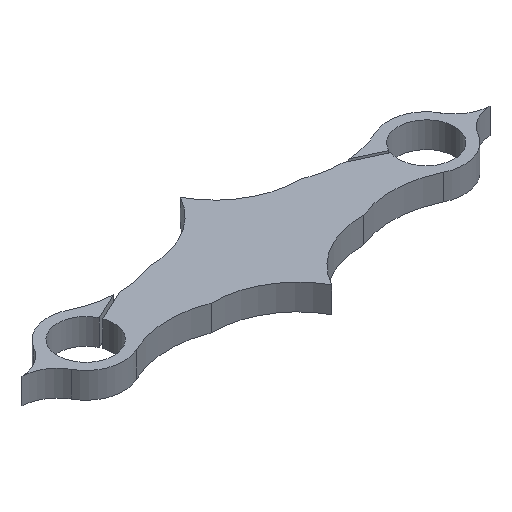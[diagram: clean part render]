
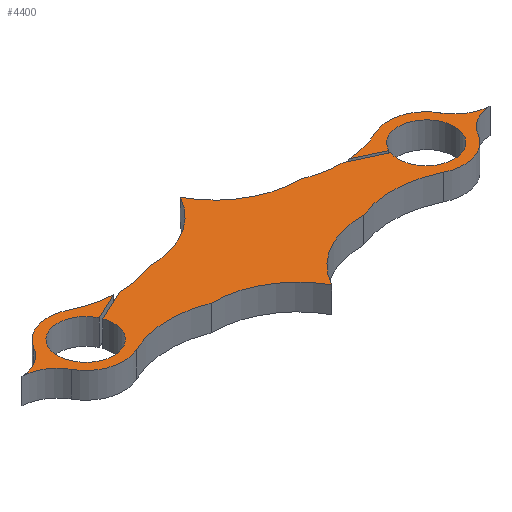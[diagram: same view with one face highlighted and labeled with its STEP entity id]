
A CAD part, isometric view. The second image highlights one B-rep face of the part: STEP entity #4400.
In plain terms, the highlighted planar face has unit normal (0, 0, 1).
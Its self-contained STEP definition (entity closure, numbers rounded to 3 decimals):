
#2210=CARTESIAN_POINT('',(-13.085,0.,19.5));
#2220=DIRECTION('',(0.,0.,1.));
#2230=DIRECTION('',(1.,0.,0.));
#2240=AXIS2_PLACEMENT_3D('',#2210,#2220,#2230);
#2250=PLANE('',#2240);
#2260=CARTESIAN_POINT('',(20.75,0.,19.5));
#2270=DIRECTION('',(0.,0.,1.));
#2280=DIRECTION('',(1.,0.,0.));
#2290=AXIS2_PLACEMENT_3D('',#2260,#2270,#2280);
#2300=CIRCLE('',#2290,28.);
#2310=CARTESIAN_POINT('',(-3.649,-13.736,19.5));
#2320=VERTEX_POINT('',#2310);
#2330=CARTESIAN_POINT('',(33.027,-25.165,19.5));
#2340=VERTEX_POINT('',#2330);
#2350=EDGE_CURVE('',#2320,#2340,#2300,.T.);
#2360=ORIENTED_EDGE('',*,*,#2350,.T.);
#2370=CARTESIAN_POINT('',(-27.177,-26.981,19.5));
#2380=DIRECTION('',(0.,0.,1.));
#2390=DIRECTION('',(1.,0.,0.));
#2400=AXIS2_PLACEMENT_3D('',#2370,#2380,#2390);
#2410=CIRCLE('',#2400,27.);
#2420=CARTESIAN_POINT('',(-26.171,0.,19.5));
#2430=VERTEX_POINT('',#2420);
#2440=EDGE_CURVE('',#2320,#2430,#2410,.T.);
#2450=ORIENTED_EDGE('',*,*,#2440,.F.);
#2460=CARTESIAN_POINT('',(-27.177,26.981,19.5));
#2470=DIRECTION('',(0.,0.,1.));
#2480=DIRECTION('',(1.,0.,0.));
#2490=AXIS2_PLACEMENT_3D('',#2460,#2470,#2480);
#2500=CIRCLE('',#2490,27.);
#2510=CARTESIAN_POINT('',(-3.649,13.736,19.5));
#2520=VERTEX_POINT('',#2510);
#2530=EDGE_CURVE('',#2430,#2520,#2500,.T.);
#2540=ORIENTED_EDGE('',*,*,#2530,.F.);
#2550=CARTESIAN_POINT('',(20.75,0.,19.5));
#2560=DIRECTION('',(0.,0.,1.));
#2570=DIRECTION('',(1.,0.,0.));
#2580=AXIS2_PLACEMENT_3D('',#2550,#2560,#2570);
#2590=CIRCLE('',#2580,28.);
#2600=CARTESIAN_POINT('',(33.027,25.165,19.5));
#2610=VERTEX_POINT('',#2600);
#2620=EDGE_CURVE('',#2610,#2520,#2590,.T.);
#2630=ORIENTED_EDGE('',*,*,#2620,.T.);
#2640=CARTESIAN_POINT('',(64.055,88.764,19.5));
#2650=DIRECTION('',(0.,0.,-1.));
#2660=DIRECTION('',(1.,0.,0.));
#2670=AXIS2_PLACEMENT_3D('',#2640,#2650,#2660);
#2680=CIRCLE('',#2670,70.764);
#2690=CARTESIAN_POINT('',(59.646,18.137,19.5));
#2700=VERTEX_POINT('',#2690);
#2710=EDGE_CURVE('',#2700,#2610,#2680,.T.);
#2720=ORIENTED_EDGE('',*,*,#2710,.T.);
#2730=CARTESIAN_POINT('',(-13.838,-16.128,19.5));
#2740=DIRECTION('',(-0.906,-0.423,0.));
#2750=VECTOR('',#2740,1.);
#2760=LINE('',#2730,#2750);
#2770=CARTESIAN_POINT('',(39.511,8.748,19.5));
#2780=VERTEX_POINT('',#2770);
#2790=EDGE_CURVE('',#2700,#2780,#2760,.T.);
#2800=ORIENTED_EDGE('',*,*,#2790,.F.);
#2810=CARTESIAN_POINT('',(20.75,0.,19.5));
#2820=DIRECTION('',(0.,0.,1.));
#2830=DIRECTION('',(1.,0.,0.));
#2840=AXIS2_PLACEMENT_3D('',#2810,#2820,#2830);
#2850=CIRCLE('',#2840,20.7);
#2860=CARTESIAN_POINT('',(40.268,6.895,19.5));
#2870=VERTEX_POINT('',#2860);
#2880=EDGE_CURVE('',#2780,#2870,#2850,.T.);
#2890=ORIENTED_EDGE('',*,*,#2880,.F.);
#2900=CARTESIAN_POINT('',(-13.085,-17.984,19.5));
#2910=DIRECTION('',(0.906,0.423,0.));
#2920=VECTOR('',#2910,1.);
#2930=LINE('',#2900,#2920);
#2940=CARTESIAN_POINT('',(64.084,18.,19.5));
#2950=VERTEX_POINT('',#2940);
#2960=EDGE_CURVE('',#2870,#2950,#2930,.T.);
#2970=ORIENTED_EDGE('',*,*,#2960,.F.);
#2980=CARTESIAN_POINT('',(64.055,88.764,19.5));
#2990=DIRECTION('',(0.,0.,-1.));
#3000=DIRECTION('',(1.,0.,0.));
#3010=AXIS2_PLACEMENT_3D('',#2980,#2990,#3000);
#3020=CIRCLE('',#3010,70.764);
#3030=CARTESIAN_POINT('',(90.188,23.002,19.5));
#3040=VERTEX_POINT('',#3030);
#3050=EDGE_CURVE('',#3040,#2950,#3020,.T.);
#3060=ORIENTED_EDGE('',*,*,#3050,.T.);
#3070=CARTESIAN_POINT('',(90.75,86.338,19.5));
#3080=DIRECTION('',(0.,0.,-1.));
#3090=DIRECTION('',(1.,0.,0.));
#3100=AXIS2_PLACEMENT_3D('',#3070,#3080,#3090);
#3110=CIRCLE('',#3100,63.338);
#3120=CARTESIAN_POINT('',(146.25,55.819,19.5));
#3130=VERTEX_POINT('',#3120);
#3140=EDGE_CURVE('',#3130,#3040,#3110,.T.);
#3150=ORIENTED_EDGE('',*,*,#3140,.T.);
#3160=CARTESIAN_POINT('',(201.75,86.338,19.5));
#3170=DIRECTION('',(0.,0.,-1.));
#3180=DIRECTION('',(1.,0.,0.));
#3190=AXIS2_PLACEMENT_3D('',#3160,#3170,#3180);
#3200=CIRCLE('',#3190,63.338);
#3210=CARTESIAN_POINT('',(202.312,23.002,19.5));
#3220=VERTEX_POINT('',#3210);
#3230=EDGE_CURVE('',#3220,#3130,#3200,.T.);
#3240=ORIENTED_EDGE('',*,*,#3230,.T.);
#3250=CARTESIAN_POINT('',(228.445,88.764,19.5));
#3260=DIRECTION('',(0.,0.,-1.));
#3270=DIRECTION('',(1.,0.,0.));
#3280=AXIS2_PLACEMENT_3D('',#3250,#3260,#3270);
#3290=CIRCLE('',#3280,70.764);
#3300=CARTESIAN_POINT('',(228.416,18.,19.5));
#3310=VERTEX_POINT('',#3300);
#3320=EDGE_CURVE('',#3310,#3220,#3290,.T.);
#3330=ORIENTED_EDGE('',*,*,#3320,.T.);
#3340=CARTESIAN_POINT('',(-12.333,130.263,19.5));
#3350=DIRECTION('',(0.906,-0.423,0.));
#3360=VECTOR('',#3350,1.);
#3370=LINE('',#3340,#3360);
#3380=CARTESIAN_POINT('',(252.232,6.895,19.5));
#3390=VERTEX_POINT('',#3380);
#3400=EDGE_CURVE('',#3310,#3390,#3370,.T.);
#3410=ORIENTED_EDGE('',*,*,#3400,.F.);
#3420=CARTESIAN_POINT('',(271.75,0.,19.5));
#3430=DIRECTION('',(0.,0.,1.));
#3440=DIRECTION('',(1.,0.,0.));
#3450=AXIS2_PLACEMENT_3D('',#3420,#3430,#3440);
#3460=CIRCLE('',#3450,20.7);
#3470=CARTESIAN_POINT('',(252.989,8.748,19.5));
#3480=VERTEX_POINT('',#3470);
#3490=EDGE_CURVE('',#3390,#3480,#3460,.T.);
#3500=ORIENTED_EDGE('',*,*,#3490,.F.);
#3510=CARTESIAN_POINT('',(-12.333,132.47,19.5));
#3520=DIRECTION('',(-0.906,0.423,0.));
#3530=VECTOR('',#3520,1.);
#3540=LINE('',#3510,#3530);
#3550=CARTESIAN_POINT('',(232.854,18.137,19.5));
#3560=VERTEX_POINT('',#3550);
#3570=EDGE_CURVE('',#3480,#3560,#3540,.T.);
#3580=ORIENTED_EDGE('',*,*,#3570,.F.);
#3590=CARTESIAN_POINT('',(228.445,88.764,19.5));
#3600=DIRECTION('',(0.,0.,-1.));
#3610=DIRECTION('',(1.,0.,0.));
#3620=AXIS2_PLACEMENT_3D('',#3590,#3600,#3610);
#3630=CIRCLE('',#3620,70.764);
#3640=CARTESIAN_POINT('',(259.473,25.165,19.5));
#3650=VERTEX_POINT('',#3640);
#3660=EDGE_CURVE('',#3650,#3560,#3630,.T.);
#3670=ORIENTED_EDGE('',*,*,#3660,.T.);
#3680=CARTESIAN_POINT('',(271.75,0.,19.5));
#3690=DIRECTION('',(0.,0.,1.));
#3700=DIRECTION('',(1.,0.,0.));
#3710=AXIS2_PLACEMENT_3D('',#3680,#3690,#3700);
#3720=CIRCLE('',#3710,28.);
#3730=CARTESIAN_POINT('',(296.149,13.736,19.5));
#3740=VERTEX_POINT('',#3730);
#3750=EDGE_CURVE('',#3740,#3650,#3720,.T.);
#3760=ORIENTED_EDGE('',*,*,#3750,.T.);
#3770=CARTESIAN_POINT('',(319.677,26.981,19.5));
#3780=DIRECTION('',(0.,0.,1.));
#3790=DIRECTION('',(1.,0.,0.));
#3800=AXIS2_PLACEMENT_3D('',#3770,#3780,#3790);
#3810=CIRCLE('',#3800,27.);
#3820=CARTESIAN_POINT('',(318.671,0.,19.5));
#3830=VERTEX_POINT('',#3820);
#3840=EDGE_CURVE('',#3740,#3830,#3810,.T.);
#3850=ORIENTED_EDGE('',*,*,#3840,.F.);
#3860=CARTESIAN_POINT('',(319.677,-26.981,19.5));
#3870=DIRECTION('',(0.,0.,1.));
#3880=DIRECTION('',(1.,0.,0.));
#3890=AXIS2_PLACEMENT_3D('',#3860,#3870,#3880);
#3900=CIRCLE('',#3890,27.);
#3910=CARTESIAN_POINT('',(296.149,-13.736,19.5));
#3920=VERTEX_POINT('',#3910);
#3930=EDGE_CURVE('',#3830,#3920,#3900,.T.);
#3940=ORIENTED_EDGE('',*,*,#3930,.F.);
#3950=CARTESIAN_POINT('',(271.75,0.,19.5));
#3960=DIRECTION('',(0.,0.,1.));
#3970=DIRECTION('',(1.,0.,0.));
#3980=AXIS2_PLACEMENT_3D('',#3950,#3960,#3970);
#3990=CIRCLE('',#3980,28.);
#4000=CARTESIAN_POINT('',(259.473,-25.165,19.5));
#4010=VERTEX_POINT('',#4000);
#4020=EDGE_CURVE('',#4010,#3920,#3990,.T.);
#4030=ORIENTED_EDGE('',*,*,#4020,.T.);
#4040=CARTESIAN_POINT('',(228.445,-88.764,19.5));
#4050=DIRECTION('',(0.,0.,1.));
#4060=DIRECTION('',(1.,0.,0.));
#4070=AXIS2_PLACEMENT_3D('',#4040,#4050,#4060);
#4080=CIRCLE('',#4070,70.764);
#4090=CARTESIAN_POINT('',(202.312,-23.002,19.5));
#4100=VERTEX_POINT('',#4090);
#4110=EDGE_CURVE('',#4010,#4100,#4080,.T.);
#4120=ORIENTED_EDGE('',*,*,#4110,.F.);
#4130=CARTESIAN_POINT('',(201.75,-86.338,19.5));
#4140=DIRECTION('',(0.,0.,1.));
#4150=DIRECTION('',(1.,0.,0.));
#4160=AXIS2_PLACEMENT_3D('',#4130,#4140,#4150);
#4170=CIRCLE('',#4160,63.338);
#4180=CARTESIAN_POINT('',(146.25,-55.819,19.5));
#4190=VERTEX_POINT('',#4180);
#4200=EDGE_CURVE('',#4100,#4190,#4170,.T.);
#4210=ORIENTED_EDGE('',*,*,#4200,.F.);
#4220=CARTESIAN_POINT('',(90.75,-86.338,19.5));
#4230=DIRECTION('',(0.,0.,1.));
#4240=DIRECTION('',(1.,0.,0.));
#4250=AXIS2_PLACEMENT_3D('',#4220,#4230,#4240);
#4260=CIRCLE('',#4250,63.338);
#4270=CARTESIAN_POINT('',(90.188,-23.002,19.5));
#4280=VERTEX_POINT('',#4270);
#4290=EDGE_CURVE('',#4190,#4280,#4260,.T.);
#4300=ORIENTED_EDGE('',*,*,#4290,.F.);
#4310=CARTESIAN_POINT('',(64.055,-88.764,19.5));
#4320=DIRECTION('',(0.,0.,1.));
#4330=DIRECTION('',(1.,0.,0.));
#4340=AXIS2_PLACEMENT_3D('',#4310,#4320,#4330);
#4350=CIRCLE('',#4340,70.764);
#4360=EDGE_CURVE('',#4280,#2340,#4350,.T.);
#4370=ORIENTED_EDGE('',*,*,#4360,.F.);
#4380=EDGE_LOOP('',(#4370,#4300,#4210,#4120,#4030,#3940,#3850,#3760,
#3670,#3580,#3500,#3410,#3330,#3240,#3150,#3060,#2970,#2890,#2800,#2720,
#2630,#2540,#2450,#2360));
#4390=FACE_OUTER_BOUND('',#4380,.T.);
#4400=ADVANCED_FACE('',(#4390),#2250,.T.);
